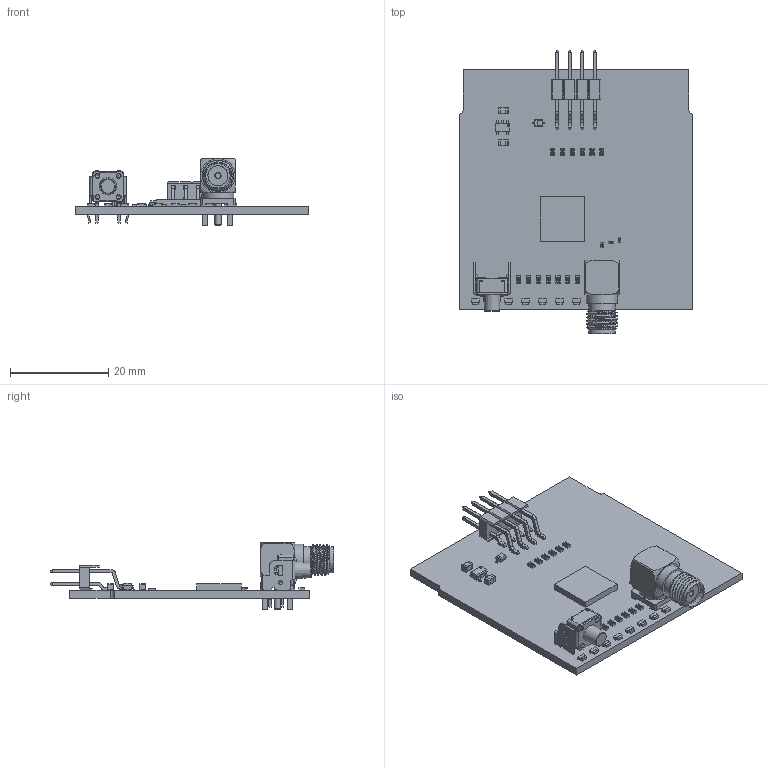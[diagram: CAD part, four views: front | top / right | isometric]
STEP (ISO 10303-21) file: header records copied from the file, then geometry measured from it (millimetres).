
FILE_DESCRIPTION(('Open CASCADE Model'),'2;1');
FILE_NAME('Open CASCADE Shape Model','2019-07-17T14:44:12',('Author'),( 'Open CASCADE'),'Open CASCADE STEP processor 6.8','Open CASCADE 6.8' ,'Unknown');
FILE_SCHEMA(('AUTOMOTIVE_DESIGN { 1 0 10303 214 1 1 1 1 }'));
Length unit declared in the file: millimetre
Products named in the file (66): PCB; Board; C0; C_SMD_0402; C1; 2x1.25x1.25x0.5; base; pin; C2; D1; 994292608; Extruded; 994292224; D2; D3; D4; D5; D6; D7; 994292096; D8; 994292480; J0; 60311002114501; 60311002114501_Shelding; 60311002114501_Shelding2; 60311002114501_Signalpin; 60311002114501_insulator; 60311002114501_insulator2; J1; 610108249121; 6100xx249121_PIN_LONGUE; 6100xx249121_PIN_COURTE; 610008249121; L0; R1; R_SMD_0603_1%; R2; R3; R4 ...
Assembly tree (103 placements, depth 4):
  PCB
    Board
    C0
      C_SMD_0402
    C1
      2x1.25x1.25x0.5
        base
        pin  x2
    C2
      2x1.25x1.25x0.5
        base
        pin  x2
    D1
      994292608
        Extruded
      994292224
        Extruded
    D2
      994292224
        Extruded
      994292608
        Extruded
    D3
      994292608
        Extruded
      994292224
        Extruded
    D4
      994292224
        Extruded
      994292608
        Extruded
    D5
      994292608
        Extruded
      994292224
        Extruded
    D6
      994292224
        Extruded
      994292608
        Extruded
    D7
      994292096
        Extruded
      994292608
        Extruded
    D8
      994292608
        Extruded
      994292480
        Extruded
    J0
      60311002114501
        60311002114501_Shelding
        60311002114501_Shelding2
        60311002114501_Signalpin
        60311002114501_insulator
        60311002114501_insulator2
    J1
Bounding box: 47.5 x 57.73 x 13.6 mm (x, y, z)
Volume: 4839 mm3; surface area: 7597 mm2
Topology: 69 solids, 69 shells, 4841 faces, 12107 edges, 7417 vertices
Faces by surface type: bspline 2115, plane 1827, cylinder 852, sphere 20, cone 13, torus 13, revolution 1
Full cylindrical faces by diameter (mm): 0.8 x4, 0.85 x4, 1.27 x4, 1.58 x2, 2.89 x1, 3.5 x1, 3.55 x1, 4.06 x4, 4.95 x1, 5.16 x2, 5.35 x2, 6.33 x1, 6.5 x1
Entity records: 43441 total; most frequent: CARTESIAN_POINT 10676, ORIENTED_EDGE 5492, DIRECTION 4649, EDGE_CURVE 2746, LINE 1836, VECTOR 1836, VERTEX_POINT 1753, AXIS2_PLACEMENT_3D 1406
